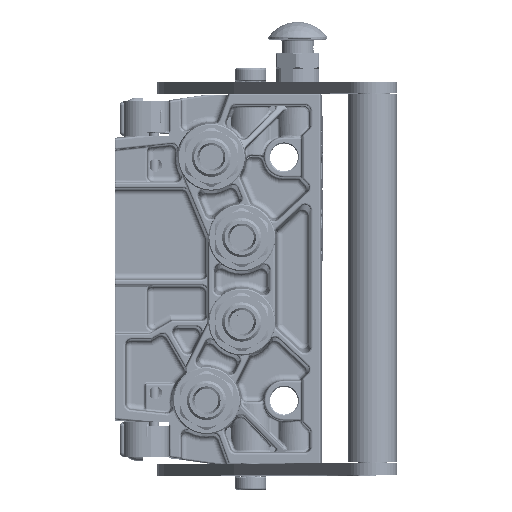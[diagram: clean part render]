
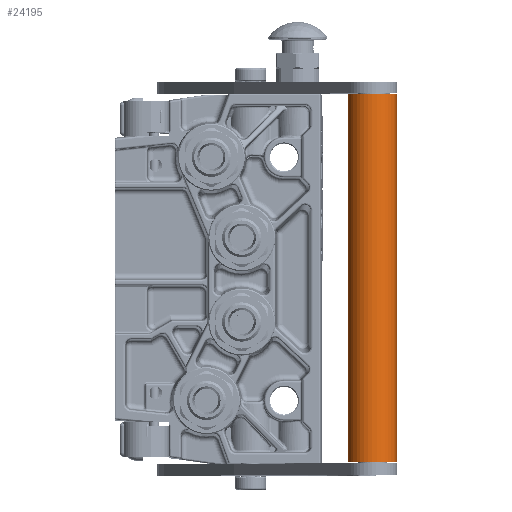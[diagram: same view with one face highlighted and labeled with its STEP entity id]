
A CAD part, top view. The second image highlights one B-rep face of the part: STEP entity #24195.
In plain terms, the highlighted cylindrical face has radius 12.5 mm (diameter 25 mm), a partial arc.
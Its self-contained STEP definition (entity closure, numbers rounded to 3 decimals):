
#4993 = VERTEX_POINT ( 'NONE', #35732 ) ;
#6485 = DIRECTION ( 'NONE',  ( -1., 0., 0. ) ) ;
#11321 = DIRECTION ( 'NONE',  ( -1., 0., 0. ) ) ;
#24195 = ADVANCED_FACE ( 'NONE', ( #112140 ), #207266, .T. ) ;
#30039 = AXIS2_PLACEMENT_3D ( 'NONE', #75417, #11321, #43108 ) ;
#33352 = EDGE_CURVE ( 'NONE', #154568, #138708, #190577, .T. ) ;
#33904 = DIRECTION ( 'NONE',  ( 1., 0., 0. ) ) ;
#35732 = CARTESIAN_POINT ( 'NONE',  ( 192., 0., -12.5 ) ) ;
#43108 = DIRECTION ( 'NONE',  ( 0., 0., 1. ) ) ;
#45926 = DIRECTION ( 'NONE',  ( -1., 0., 0. ) ) ;
#45968 = VERTEX_POINT ( 'NONE', #60196 ) ;
#46623 = CARTESIAN_POINT ( 'NONE',  ( 192., 0., -12.5 ) ) ;
#53801 = EDGE_CURVE ( 'NONE', #4993, #154568, #174296, .T. ) ;
#60196 = CARTESIAN_POINT ( 'NONE',  ( 4.5, 0., -12.5 ) ) ;
#60625 = CARTESIAN_POINT ( 'NONE',  ( 4.5, 0., 0. ) ) ;
#63428 = DIRECTION ( 'NONE',  ( 0., 0., -1. ) ) ;
#66625 = CIRCLE ( 'NONE', #212136, 12.5 ) ;
#69842 = CARTESIAN_POINT ( 'NONE',  ( 192., 0., 0. ) ) ;
#72645 = ORIENTED_EDGE ( 'NONE', *, *, #196481, .T. ) ;
#75417 = CARTESIAN_POINT ( 'NONE',  ( -9.825, 0., 0. ) ) ;
#100767 = ORIENTED_EDGE ( 'NONE', *, *, #53801, .F. ) ;
#104643 = CARTESIAN_POINT ( 'NONE',  ( 4.5, 0., 12.5 ) ) ;
#105056 = CARTESIAN_POINT ( 'NONE',  ( 192., 0., 12.5 ) ) ;
#112140 = FACE_OUTER_BOUND ( 'NONE', #178823, .T. ) ;
#119338 = LINE ( 'NONE', #46623, #193993 ) ;
#123097 = ORIENTED_EDGE ( 'NONE', *, *, #200785, .T. ) ;
#126223 = VECTOR ( 'NONE', #6485, 1000. ) ;
#133375 = AXIS2_PLACEMENT_3D ( 'NONE', #69842, #33904, #148921 ) ;
#138256 = ORIENTED_EDGE ( 'NONE', *, *, #33352, .F. ) ;
#138708 = VERTEX_POINT ( 'NONE', #104643 ) ;
#140538 = CARTESIAN_POINT ( 'NONE',  ( 192., 0., 12.5 ) ) ;
#148921 = DIRECTION ( 'NONE',  ( 0., 0., -1. ) ) ;
#154568 = VERTEX_POINT ( 'NONE', #140538 ) ;
#174296 = CIRCLE ( 'NONE', #133375, 12.5 ) ;
#178823 = EDGE_LOOP ( 'NONE', ( #123097, #138256, #100767, #72645 ) ) ;
#190577 = LINE ( 'NONE', #105056, #126223 ) ;
#193542 = DIRECTION ( 'NONE',  ( 1., 0., 0. ) ) ;
#193993 = VECTOR ( 'NONE', #45926, 1000. ) ;
#196481 = EDGE_CURVE ( 'NONE', #4993, #45968, #119338, .T. ) ;
#200785 = EDGE_CURVE ( 'NONE', #45968, #138708, #66625, .T. ) ;
#207266 = CYLINDRICAL_SURFACE ( 'NONE', #30039, 12.5 ) ;
#212136 = AXIS2_PLACEMENT_3D ( 'NONE', #60625, #193542, #63428 ) ;
